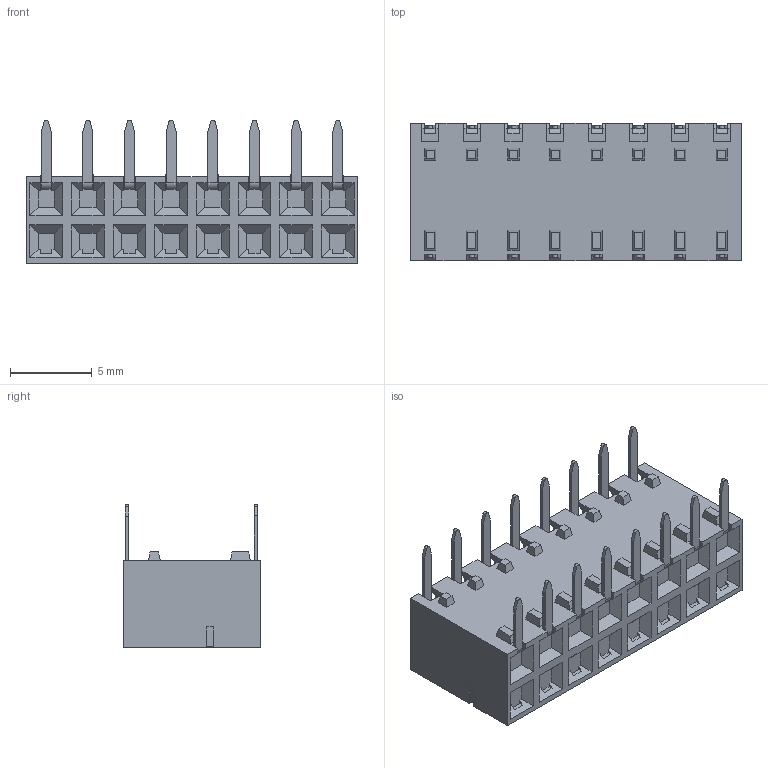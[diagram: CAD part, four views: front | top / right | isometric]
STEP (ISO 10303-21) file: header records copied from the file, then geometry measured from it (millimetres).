
FILE_DESCRIPTION((''),'2;1');
FILE_NAME('89883-Y08_SW0001','2009-09-28T',('kareems'),('FCI - ELX Division'),'PRO/ENGINEER BY PARAMETRIC TECHNOLOGY CORPORATION, 2008010','PRO/ENGINEER BY PARAMETRIC TECHNOLOGY CORPORATION, 2008010','');
FILE_SCHEMA(('CONFIG_CONTROL_DESIGN'));
Length unit declared in the file: millimetre
Products named in the file (1): 89883-Y08_SW0001
Bounding box: 20.24 x 8.4 x 8.75 mm (x, y, z)
Volume: 826.1 mm3; surface area: 935.3 mm2
Topology: 1 solids, 1 shells, 837 faces, 2300 edges, 1480 vertices
Faces by surface type: plane 773, cylinder 64
Entity records: 26024 total; most frequent: CARTESIAN_POINT 4617, ORIENTED_EDGE 4600, DIRECTION 4102, EDGE_CURVE 2300, VECTOR 2172, LINE 2172, VERTEX_POINT 1480, AXIS2_PLACEMENT_3D 965
